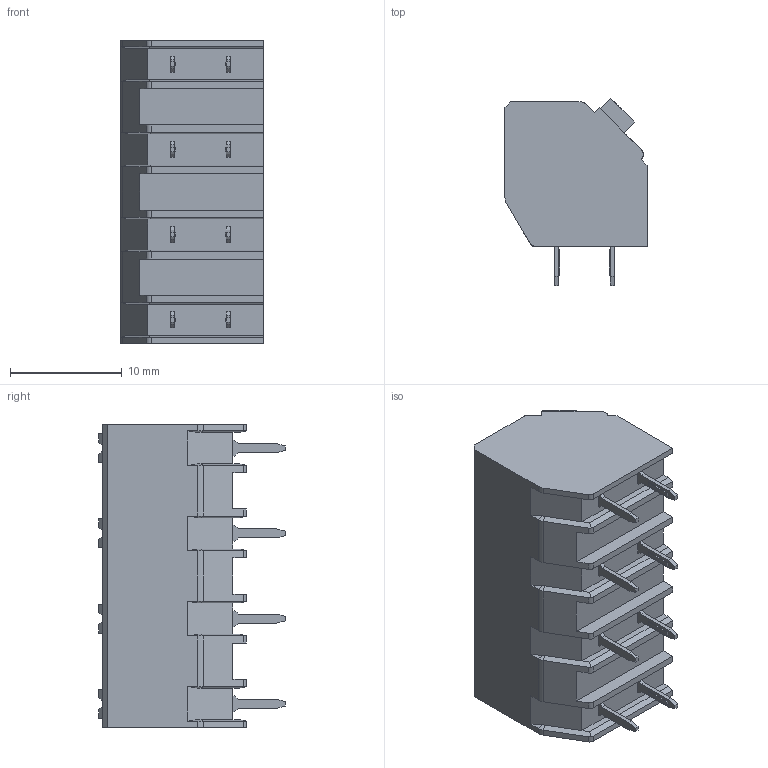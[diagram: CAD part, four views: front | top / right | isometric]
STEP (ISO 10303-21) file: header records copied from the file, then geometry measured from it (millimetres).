
FILE_DESCRIPTION((''),'2;1');
FILE_NAME('TLM-004AT-7_62-XXP-X','2024-09-29T',('sj'),(''),'PRO/ENGINEER BY PARAMETRIC TECHNOLOGY CORPORATION, 2015240','PRO/ENGINEER BY PARAMETRIC TECHNOLOGY CORPORATION, 2015240','');
FILE_SCHEMA(('CONFIG_CONTROL_DESIGN','SHAPE_APPEARANCE_LAYERS_GROUPS'));
Length unit declared in the file: millimetre
Products named in the file (1): TLM-004AT-7_62-XXP-X
Bounding box: 12.7 x 16.72 x 27.06 mm (x, y, z)
Volume: 3540.5 mm3; surface area: 2179.4 mm2
Topology: 1 solids, 1 shells, 391 faces, 1077 edges, 708 vertices
Faces by surface type: plane 345, cylinder 38, cone 8
Entity records: 12361 total; most frequent: CARTESIAN_POINT 2368, ORIENTED_EDGE 2154, DIRECTION 1895, EDGE_CURVE 1077, VECTOR 945, LINE 945, VERTEX_POINT 708, AXIS2_PLACEMENT_3D 475
